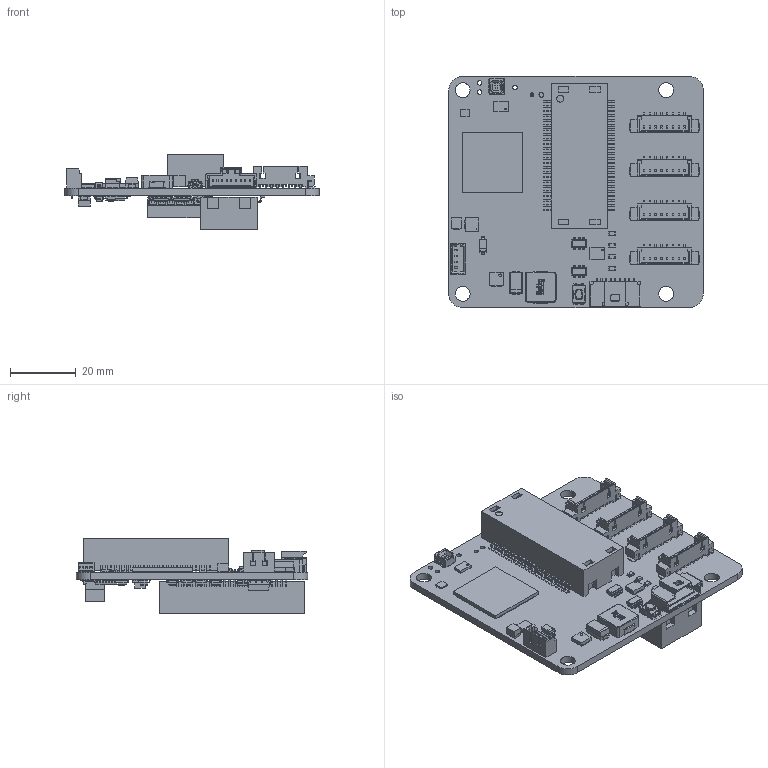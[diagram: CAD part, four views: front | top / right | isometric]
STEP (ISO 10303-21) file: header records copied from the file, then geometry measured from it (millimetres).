
FILE_DESCRIPTION(('FreeCAD Model'),'2;1');
FILE_NAME('Open CASCADE Shape Model','2025-04-29T21:39:22',('FreeCAD'),( 'FreeCAD'),'Open CASCADE STEP processor 7.6','FreeCAD','Unknown');
FILE_SCHEMA(('AUTOMOTIVE_DESIGN { 1 0 10303 214 1 1 1 1 }'));
Products named in the file (1): Open CASCADE STEP translator 7.6 1
Bounding box: 77.26 x 70.24 x 22.76 mm (x, y, z)
Volume: 30254.6 mm3; surface area: 27606.2 mm2
Topology: 288 solids, 315 shells, 9775 faces, 24397 edges, 15454 vertices
Faces by surface type: bspline 9775
Entity records: 277588 total; most frequent: CARTESIAN_POINT 128865, ORIENTED_EDGE 48776, EDGE_CURVE 24390, B_SPLINE_CURVE_WITH_KNOTS 21214, VERTEX_POINT 15454, FACE_BOUND 10228, EDGE_LOOP 10228, ADVANCED_FACE 9775
